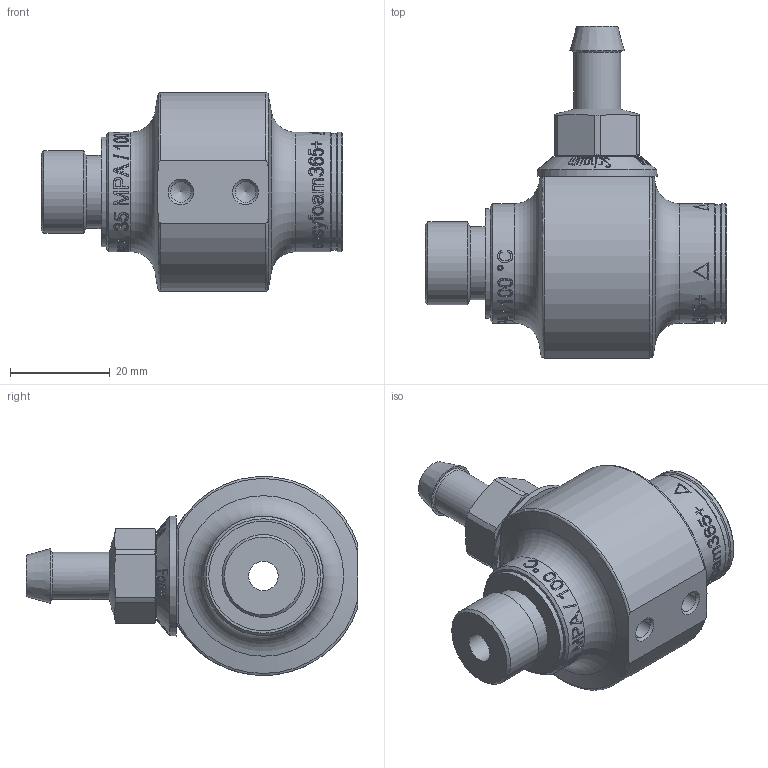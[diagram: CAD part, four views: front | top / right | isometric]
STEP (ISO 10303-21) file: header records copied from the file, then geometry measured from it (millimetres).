
FILE_DESCRIPTION(/* description */ ('Unknown'),/* implementation_level */ '2;1');
FILE_NAME(/* name */ '200160505',/* time_stamp */ '2017-04-11T12:49:05+02:00',/* author */ ('Unknown'),/* organization */ ('Unknown'),/* preprocessor_version */ 'ST-DEVELOPER v16.7',/* originating_system */ 'DEX',/* authorisation */ $);
FILE_SCHEMA (('AUTOMOTIVE_DESIGN {1 0 10303 214 3 1 1}'));
Length unit declared in the file: millimetre
Products named in the file (5): 20 0160 500_2_Injektor-ST-160; 04-3580_4_Gehäuse_ST-160_Injektor; 20 0163 350_2_Rückschlagventil ST-163_oa_0; 04-3550_Schlauchtülle_ST-163; 02-5100_Ansaugmarkierung-1
Assembly tree (4 placements, depth 3):
  20 0160 500_2_Injektor-ST-160
    04-3580_4_Gehäuse_ST-160_Injektor
    20 0163 350_2_Rückschlagventil ST-163_oa_0
      04-3550_Schlauchtülle_ST-163
    02-5100_Ansaugmarkierung-1
Bounding box: 60.5 x 66.7 x 39.94 mm (x, y, z)
Volume: 40779.8 mm3; surface area: 13727 mm2
Topology: 3 solids, 3 shells, 546 faces, 1344 edges, 886 vertices
Faces by surface type: plane 211, bspline 177, cylinder 91, cone 59, torus 8
Full cylindrical faces by diameter (mm): 4 x1, 4.134 x4, 4.5 x1, 5.917 x2, 6.2 x1, 7.9 x1, 7.917 x1, 8.5 x1, 8.82 x2, 9.5 x1, 10.2 x1, 12 x1, 12.917 x2, 14 x1, 14.7 x2, 15.33 x2, 16.6 x1, 16.66 x1, 17 x1, 17.5 x1, 22 x1, 23.5 x1, 24 x3
Entity records: 29009 total; most frequent: CARTESIAN_POINT 15690, ORIENTED_EDGE 2496, DIRECTION 1393, EDGE_CURVE 1248, VERTEX_POINT 869, B_SPLINE_CURVE_WITH_KNOTS 778, FACE_BOUND 715, EDGE_LOOP 713
